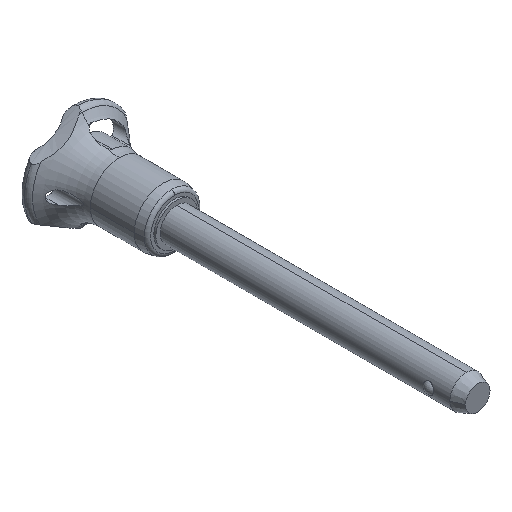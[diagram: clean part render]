
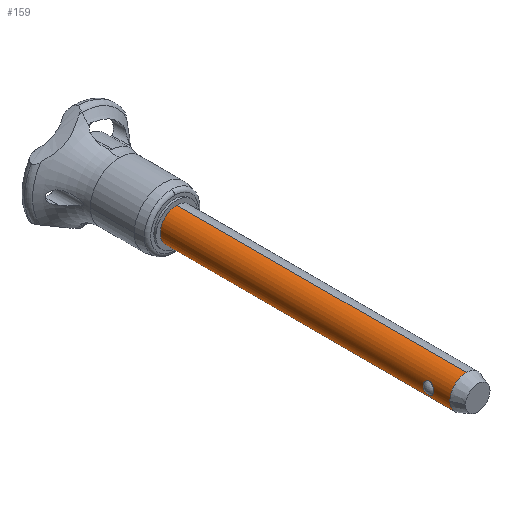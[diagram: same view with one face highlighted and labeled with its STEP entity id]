
A CAD part, isometric view. The second image highlights one B-rep face of the part: STEP entity #159.
In plain terms, the highlighted cylindrical face has radius 3.175 mm (diameter 6.35 mm), a partial arc.
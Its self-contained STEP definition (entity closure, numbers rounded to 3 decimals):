
#159=ADVANCED_FACE('',(#328,#329),#330,.T.);
#328=FACE_OUTER_BOUND('',#500,.T.);
#329=FACE_BOUND('',#501,.T.);
#330=CYLINDRICAL_SURFACE('',#502,3.175);
#500=EDGE_LOOP('',(#936,#937,#938,#939,#940));
#501=EDGE_LOOP('',(#941,#942));
#502=AXIS2_PLACEMENT_3D('',#943,#944,#945);
#936=ORIENTED_EDGE('',*,*,#1107,.F.);
#937=ORIENTED_EDGE('',*,*,#1215,.T.);
#938=ORIENTED_EDGE('',*,*,#1240,.T.);
#939=ORIENTED_EDGE('',*,*,#1109,.F.);
#940=ORIENTED_EDGE('',*,*,#1195,.F.);
#941=ORIENTED_EDGE('',*,*,#1219,.T.);
#942=ORIENTED_EDGE('',*,*,#1220,.T.);
#943=CARTESIAN_POINT('',(0.,-29.083,0.0));
#944=DIRECTION('',(0.,1.0,0.0));
#945=DIRECTION('',(0.0,0.0,-1.0));
#1107=EDGE_CURVE('',#1353,#1354,#1355,.T.);
#1109=EDGE_CURVE('',#1356,#1358,#1359,.T.);
#1195=EDGE_CURVE('',#1354,#1356,#1489,.T.);
#1215=EDGE_CURVE('',#1353,#1511,#1513,.T.);
#1219=EDGE_CURVE('',#1518,#1519,#1520,.T.);
#1220=EDGE_CURVE('',#1519,#1518,#1521,.T.);
#1240=EDGE_CURVE('',#1511,#1358,#1545,.T.);
#1353=VERTEX_POINT('',#2224);
#1354=VERTEX_POINT('',#2225);
#1355=LINE('',#2226,#2227);
#1356=VERTEX_POINT('',#2228);
#1358=VERTEX_POINT('',#2230);
#1359=LINE('',#2231,#2232);
#1489=CIRCLE('',#3191,3.175);
#1511=VERTEX_POINT('',#3463);
#1513=CIRCLE('',#3466,3.175);
#1518=VERTEX_POINT('',#3472);
#1519=VERTEX_POINT('',#3473);
#1520=B_SPLINE_CURVE_WITH_KNOTS('',3,(#3474,#3475,#3476,#3477,#3478,#3479,#3480,#3481,#3482,#3483,#3484,#3485,#3486,#3487,#3488,#3489,#3490,#3491,#3492,#3493,#3494,#3495,#3496,#3497,#3498,#3499),.UNSPECIFIED.,.F.,.F.,(4,2,2,2,2,2,2,2,2,2,2,2,4),(0.0,0.342,0.684,0.852,1.02,1.311,1.601,1.892,2.183,2.351,2.519,2.861,3.203),.UNSPECIFIED.);
#1521=B_SPLINE_CURVE_WITH_KNOTS('',3,(#3500,#3501,#3502,#3503,#3504,#3505,#3506,#3507,#3508,#3509,#3510,#3511,#3512,#3513,#3514,#3515,#3516,#3517,#3518,#3519,#3520,#3521,#3522,#3523,#3524,#3525),.UNSPECIFIED.,.F.,.F.,(4,2,2,2,2,2,2,2,2,2,2,2,4),(3.203,3.545,3.887,4.055,4.223,4.514,4.804,5.095,5.386,5.554,5.722,6.064,6.406),.UNSPECIFIED.);
#1545=CIRCLE('',#3652,3.175);
#2224=CARTESIAN_POINT('',(0.,-55.956,-3.175));
#2225=CARTESIAN_POINT('',(0.,0.0,-3.175));
#2226=CARTESIAN_POINT('',(0.,-29.083,-3.175));
#2227=VECTOR('',#3793,1.0);
#2228=CARTESIAN_POINT('',(0.,0.,3.175));
#2230=CARTESIAN_POINT('',(0.,-55.956,3.175));
#2231=CARTESIAN_POINT('',(0.,-29.083,3.175));
#2232=VECTOR('',#3797,1.0);
#3191=AXIS2_PLACEMENT_3D('',#3902,#3903,#3904);
#3463=CARTESIAN_POINT('',(-3.175,-55.956,0.));
#3466=AXIS2_PLACEMENT_3D('',#3911,#3912,#3913);
#3472=CARTESIAN_POINT('',(-2.97,-51.796,1.123));
#3473=CARTESIAN_POINT('',(-2.97,-51.796,-1.123));
#3474=CARTESIAN_POINT('',(-2.97,-51.796,1.123));
#3475=CARTESIAN_POINT('',(-2.97,-51.91,1.123));
#3476=CARTESIAN_POINT('',(-2.979,-52.031,1.1));
#3477=CARTESIAN_POINT('',(-3.011,-52.254,1.01));
#3478=CARTESIAN_POINT('',(-3.033,-52.356,0.942));
#3479=CARTESIAN_POINT('',(-3.065,-52.478,0.828));
#3480=CARTESIAN_POINT('',(-3.077,-52.518,0.783));
#3481=CARTESIAN_POINT('',(-3.1,-52.591,0.687));
#3482=CARTESIAN_POINT('',(-3.111,-52.623,0.636));
#3483=CARTESIAN_POINT('',(-3.136,-52.695,0.503));
#3484=CARTESIAN_POINT('',(-3.151,-52.732,0.405));
#3485=CARTESIAN_POINT('',(-3.17,-52.782,0.202));
#3486=CARTESIAN_POINT('',(-3.175,-52.793,0.097));
#3487=CARTESIAN_POINT('',(-3.175,-52.793,-0.097));
#3488=CARTESIAN_POINT('',(-3.17,-52.782,-0.202));
#3489=CARTESIAN_POINT('',(-3.151,-52.732,-0.405));
#3490=CARTESIAN_POINT('',(-3.136,-52.695,-0.503));
#3491=CARTESIAN_POINT('',(-3.111,-52.623,-0.636));
#3492=CARTESIAN_POINT('',(-3.1,-52.591,-0.687));
#3493=CARTESIAN_POINT('',(-3.077,-52.518,-0.783));
#3494=CARTESIAN_POINT('',(-3.065,-52.478,-0.828));
#3495=CARTESIAN_POINT('',(-3.033,-52.356,-0.942));
#3496=CARTESIAN_POINT('',(-3.011,-52.254,-1.01));
#3497=CARTESIAN_POINT('',(-2.979,-52.031,-1.1));
#3498=CARTESIAN_POINT('',(-2.97,-51.91,-1.123));
#3499=CARTESIAN_POINT('',(-2.97,-51.796,-1.123));
#3500=CARTESIAN_POINT('',(-2.97,-51.796,-1.123));
#3501=CARTESIAN_POINT('',(-2.97,-51.682,-1.123));
#3502=CARTESIAN_POINT('',(-2.979,-51.561,-1.1));
#3503=CARTESIAN_POINT('',(-3.011,-51.339,-1.01));
#3504=CARTESIAN_POINT('',(-3.033,-51.237,-0.942));
#3505=CARTESIAN_POINT('',(-3.065,-51.115,-0.828));
#3506=CARTESIAN_POINT('',(-3.077,-51.075,-0.783));
#3507=CARTESIAN_POINT('',(-3.1,-51.002,-0.687));
#3508=CARTESIAN_POINT('',(-3.111,-50.969,-0.636));
#3509=CARTESIAN_POINT('',(-3.136,-50.898,-0.503));
#3510=CARTESIAN_POINT('',(-3.151,-50.861,-0.405));
#3511=CARTESIAN_POINT('',(-3.17,-50.811,-0.202));
#3512=CARTESIAN_POINT('',(-3.175,-50.8,-0.097));
#3513=CARTESIAN_POINT('',(-3.175,-50.8,0.097));
#3514=CARTESIAN_POINT('',(-3.17,-50.811,0.202));
#3515=CARTESIAN_POINT('',(-3.151,-50.861,0.405));
#3516=CARTESIAN_POINT('',(-3.136,-50.898,0.503));
#3517=CARTESIAN_POINT('',(-3.111,-50.969,0.636));
#3518=CARTESIAN_POINT('',(-3.1,-51.002,0.687));
#3519=CARTESIAN_POINT('',(-3.077,-51.075,0.783));
#3520=CARTESIAN_POINT('',(-3.065,-51.115,0.828));
#3521=CARTESIAN_POINT('',(-3.033,-51.237,0.942));
#3522=CARTESIAN_POINT('',(-3.011,-51.339,1.01));
#3523=CARTESIAN_POINT('',(-2.979,-51.561,1.1));
#3524=CARTESIAN_POINT('',(-2.97,-51.682,1.123));
#3525=CARTESIAN_POINT('',(-2.97,-51.796,1.123));
#3652=AXIS2_PLACEMENT_3D('',#3939,#3940,#3941);
#3793=DIRECTION('',(0.,1.0,0.0));
#3797=DIRECTION('',(0.,-1.0,-0.0));
#3902=CARTESIAN_POINT('',(0.,0.0,0.0));
#3903=DIRECTION('',(0.,1.0,0.0));
#3904=DIRECTION('',(0.0,0.0,-1.0));
#3911=CARTESIAN_POINT('',(0.,-55.956,0.0));
#3912=DIRECTION('',(0.,1.0,0.));
#3913=DIRECTION('',(0.,0.,-1.0));
#3939=CARTESIAN_POINT('',(0.,-55.956,0.0));
#3940=DIRECTION('',(0.,1.0,0.));
#3941=DIRECTION('',(0.,0.,-1.0));
